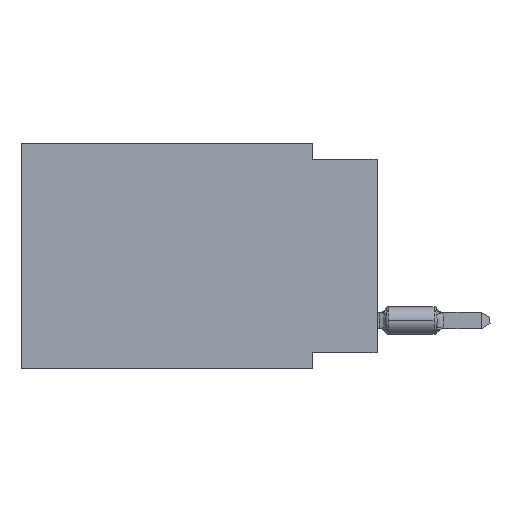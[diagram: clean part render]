
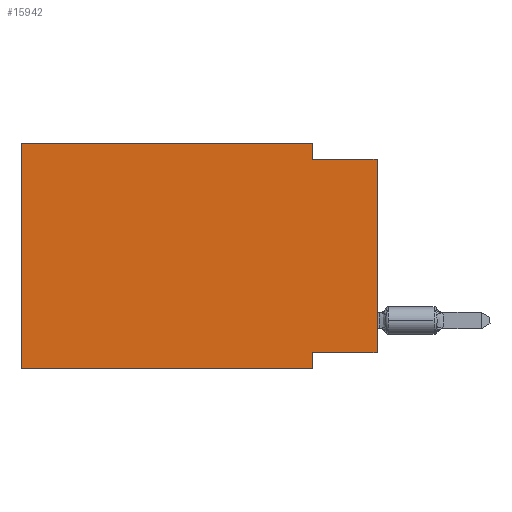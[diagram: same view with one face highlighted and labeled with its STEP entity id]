
A CAD part, left-side view. The second image highlights one B-rep face of the part: STEP entity #15942.
In plain terms, the highlighted planar face has unit normal (-1, 0, 0).
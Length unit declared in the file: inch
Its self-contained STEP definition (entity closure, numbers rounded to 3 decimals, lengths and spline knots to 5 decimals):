
#162 = VECTOR ( 'NONE', #1644, 39.37008 ) ;
#218 = EDGE_CURVE ( 'NONE', #819, #9142, #12244, .T. ) ;
#330 = EDGE_LOOP ( 'NONE', ( #11568, #6399, #425, #14182, #5756, #8728, #7430, #11109 ) ) ;
#425 = ORIENTED_EDGE ( 'NONE', *, *, #8261, .F. ) ;
#707 = LINE ( 'NONE', #3305, #3265 ) ;
#792 = VERTEX_POINT ( 'NONE', #10384 ) ;
#819 = VERTEX_POINT ( 'NONE', #10437 ) ;
#1027 = FACE_OUTER_BOUND ( 'NONE', #330, .T. ) ;
#1414 = EDGE_CURVE ( 'NONE', #3334, #792, #13592, .T. ) ;
#1552 = CARTESIAN_POINT ( 'NONE',  ( 0., 0., -0.025 ) ) ;
#1644 = DIRECTION ( 'NONE',  ( 0., 0., 1. ) ) ;
#1829 = LINE ( 'NONE', #13505, #10704 ) ;
#1933 = DIRECTION ( 'NONE',  ( 1., 0., 0. ) ) ;
#2202 = VECTOR ( 'NONE', #15242, 39.37008 ) ;
#2416 = AXIS2_PLACEMENT_3D ( 'NONE', #6950, #1933, #10747 ) ;
#2790 = DIRECTION ( 'NONE',  ( 0., -1., 0. ) ) ;
#3066 = EDGE_CURVE ( 'NONE', #9019, #792, #12141, .T. ) ;
#3265 = VECTOR ( 'NONE', #8378, 39.37008 ) ;
#3305 = CARTESIAN_POINT ( 'NONE',  ( 0., 0.1, -0.35 ) ) ;
#3334 = VERTEX_POINT ( 'NONE', #13407 ) ;
#3473 = LINE ( 'NONE', #10929, #13163 ) ;
#4073 = LINE ( 'NONE', #4581, #10388 ) ;
#4244 = EDGE_CURVE ( 'NONE', #819, #14009, #4073, .T. ) ;
#4251 = EDGE_CURVE ( 'NONE', #14360, #9142, #707, .T. ) ;
#4581 = CARTESIAN_POINT ( 'NONE',  ( 0., 0.55, 0. ) ) ;
#4954 = VERTEX_POINT ( 'NONE', #7488 ) ;
#5131 = CARTESIAN_POINT ( 'NONE',  ( 0., 0.1, -0.025 ) ) ;
#5411 = CARTESIAN_POINT ( 'NONE',  ( 0., 0., 0. ) ) ;
#5756 = ORIENTED_EDGE ( 'NONE', *, *, #4244, .F. ) ;
#5854 = DIRECTION ( 'NONE',  ( 0., 0., 1. ) ) ;
#5880 = DIRECTION ( 'NONE',  ( 0., -1., 0. ) ) ;
#6399 = ORIENTED_EDGE ( 'NONE', *, *, #3066, .F. ) ;
#6775 = CARTESIAN_POINT ( 'NONE',  ( 0., 0.1, -0.35 ) ) ;
#6950 = CARTESIAN_POINT ( 'NONE',  ( 0., 0.55, 0. ) ) ;
#7430 = ORIENTED_EDGE ( 'NONE', *, *, #4251, .F. ) ;
#7488 = CARTESIAN_POINT ( 'NONE',  ( 0., 0.1, 0. ) ) ;
#8261 = EDGE_CURVE ( 'NONE', #4954, #9019, #3473, .T. ) ;
#8378 = DIRECTION ( 'NONE',  ( 0., 0., -1. ) ) ;
#8728 = ORIENTED_EDGE ( 'NONE', *, *, #218, .T. ) ;
#9019 = VERTEX_POINT ( 'NONE', #5131 ) ;
#9142 = VERTEX_POINT ( 'NONE', #6775 ) ;
#9492 = PLANE ( 'NONE',  #2416 ) ;
#10149 = EDGE_CURVE ( 'NONE', #3334, #14360, #1829, .T. ) ;
#10384 = CARTESIAN_POINT ( 'NONE',  ( 0., 0., -0.025 ) ) ;
#10388 = VECTOR ( 'NONE', #5854, 39.37008 ) ;
#10437 = CARTESIAN_POINT ( 'NONE',  ( 0., 0.55, -0.35 ) ) ;
#10704 = VECTOR ( 'NONE', #14819, 39.37008 ) ;
#10747 = DIRECTION ( 'NONE',  ( 0., 0., -1. ) ) ;
#10871 = CARTESIAN_POINT ( 'NONE',  ( 0., 0.55, -0.35 ) ) ;
#10929 = CARTESIAN_POINT ( 'NONE',  ( 0., 0.1, 0. ) ) ;
#11109 = ORIENTED_EDGE ( 'NONE', *, *, #10149, .F. ) ;
#11352 = CARTESIAN_POINT ( 'NONE',  ( 0., 0.1, -0.325 ) ) ;
#11448 = CARTESIAN_POINT ( 'NONE',  ( 0., 0.55, 0. ) ) ;
#11568 = ORIENTED_EDGE ( 'NONE', *, *, #1414, .T. ) ;
#11846 = VECTOR ( 'NONE', #5880, 39.37008 ) ;
#12141 = LINE ( 'NONE', #1552, #15088 ) ;
#12209 = DIRECTION ( 'NONE',  ( 0., 0., -1. ) ) ;
#12244 = LINE ( 'NONE', #10871, #11846 ) ;
#13163 = VECTOR ( 'NONE', #12209, 39.37008 ) ;
#13407 = CARTESIAN_POINT ( 'NONE',  ( 0., 0., -0.325 ) ) ;
#13505 = CARTESIAN_POINT ( 'NONE',  ( 0., 0., -0.325 ) ) ;
#13592 = LINE ( 'NONE', #5411, #162 ) ;
#14009 = VERTEX_POINT ( 'NONE', #14220 ) ;
#14182 = ORIENTED_EDGE ( 'NONE', *, *, #16259, .F. ) ;
#14220 = CARTESIAN_POINT ( 'NONE',  ( 0., 0.55, 0. ) ) ;
#14360 = VERTEX_POINT ( 'NONE', #11352 ) ;
#14819 = DIRECTION ( 'NONE',  ( 0., 1., 0. ) ) ;
#15088 = VECTOR ( 'NONE', #2790, 39.37008 ) ;
#15242 = DIRECTION ( 'NONE',  ( 0., -1., 0. ) ) ;
#15942 = ADVANCED_FACE ( 'NONE', ( #1027 ), #9492, .F. ) ;
#16004 = LINE ( 'NONE', #11448, #2202 ) ;
#16259 = EDGE_CURVE ( 'NONE', #14009, #4954, #16004, .T. ) ;
